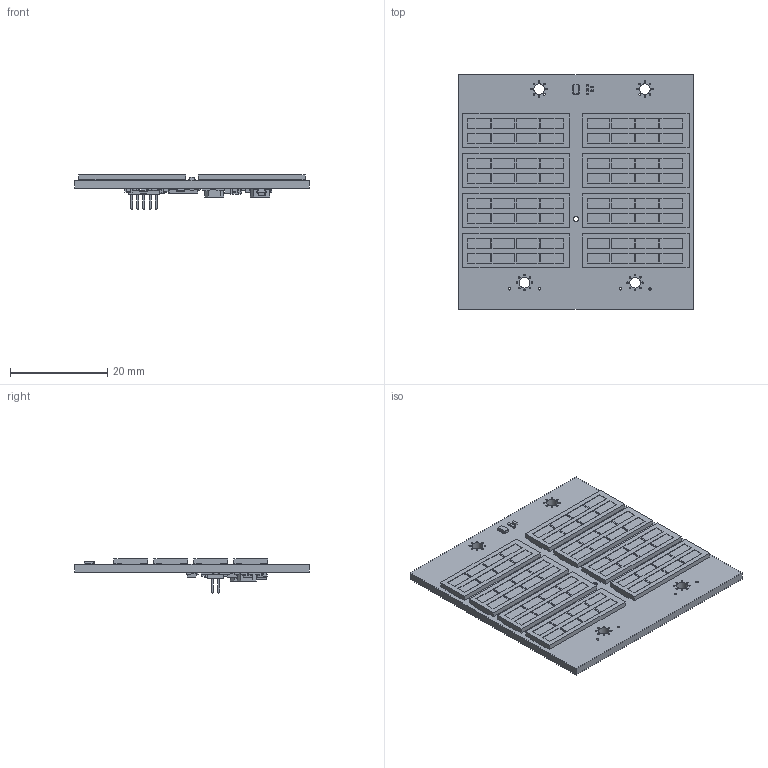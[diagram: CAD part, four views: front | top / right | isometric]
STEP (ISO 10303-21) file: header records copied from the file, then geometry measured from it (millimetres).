
FILE_DESCRIPTION(('KiCad electronic assembly'),'2;1');
FILE_NAME('Solar-Panel-X.step','2023-06-18T22:57:54',('Pcbnew'),('Kicad' ),'Open CASCADE STEP processor 7.6','KiCad to STEP converter', 'Unknown');
FILE_SCHEMA(('AUTOMOTIVE_DESIGN { 1 0 10303 214 1 1 1 1 }'));
Length unit declared in the file: millimetre
Products named in the file (30): Solar-Panel-X 1; SolarCell; COMPOUND; C_0402_1005Metric; SOLID; R_0402_1005Metric; SOT-583; C_0805_2012Metric; C_0603_1608Metric; Coilcraft-LPS4018; R_0603_1608Metric; BQ25570RGRR; D_SOD-523; D_PowerDI-123; SOT-363_SC-70-6; SOT-23-5; FTS-105-01-X-DV-A; Solar-Panel-X PCB
Assembly tree (80 placements, depth 3):
  Solar-Panel-X 1
    SolarCell  x8
      COMPOUND
    C_0402_1005Metric
      SOLID
    R_0402_1005Metric  x2
      SOLID
    SOT-583
      COMPOUND
    C_0805_2012Metric
      SOLID
    C_0603_1608Metric  x11
      SOLID
    Coilcraft-LPS4018  x2
      SOLID
    R_0603_1608Metric  x28
      SOLID
    BQ25570RGRR
      COMPOUND
    D_SOD-523
      SOLID
    D_PowerDI-123  x3
      SOLID
    SOT-363_SC-70-6  x4
      SOLID
    SOT-23-5
      SOLID
    FTS-105-01-X-DV-A
      COMPOUND
    Solar-Panel-X PCB
Bounding box: 48.4 x 48.4 x 7.09 mm (x, y, z)
Volume: 5073.9 mm3; surface area: 8884.7 mm2
Topology: 97 solids, 97 shells, 2889 faces, 7248 edges, 4662 vertices
Faces by surface type: plane 2085, cylinder 593, bspline 207, sphere 4
Full cylindrical faces by diameter (mm): 0.305 x32, 0.438 x1, 0.5 x4, 0.889 x2, 1.02 x2, 2.2 x4
Entity records: 67348 total; most frequent: CARTESIAN_POINT 12784, DIRECTION 9308, LINE 6378, VECTOR 6378, ORIENTED_EDGE 4972, PCURVE 4972, DEFINITIONAL_REPRESENTATION 4972, EDGE_CURVE 2486
